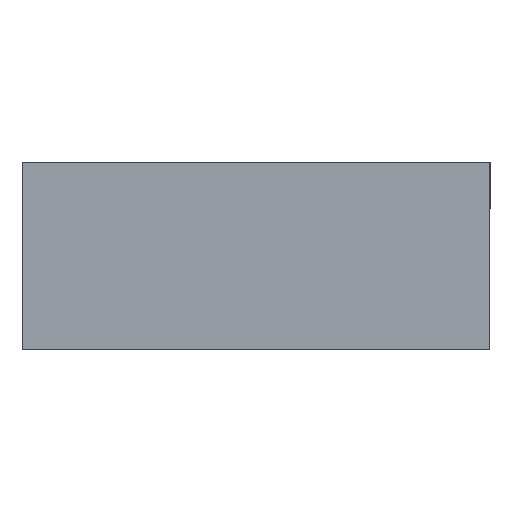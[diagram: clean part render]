
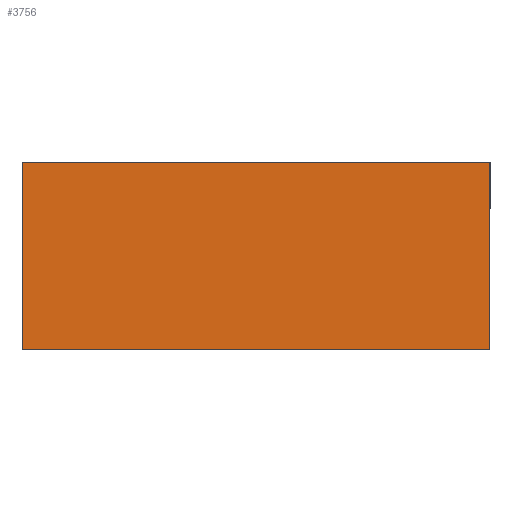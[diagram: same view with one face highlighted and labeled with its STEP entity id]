
A CAD part, left-side view. The second image highlights one B-rep face of the part: STEP entity #3756.
In plain terms, the highlighted face is planar.
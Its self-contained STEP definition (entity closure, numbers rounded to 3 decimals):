
#3717=CARTESIAN_POINT('Axis2P3D Location',(0.,0.,0.)) ;
#3722=CARTESIAN_POINT('Line Origine',(0.,0.,0.)) ;
#3726=CARTESIAN_POINT('Vertex',(0.,0.,-20.)) ;
#3728=CARTESIAN_POINT('Vertex',(0.,0.,20.)) ;
#3731=CARTESIAN_POINT('Line Origine',(50.,0.,-20.)) ;
#3735=CARTESIAN_POINT('Vertex',(100.,0.,-20.)) ;
#3738=CARTESIAN_POINT('Line Origine',(100.,0.,0.)) ;
#3742=CARTESIAN_POINT('Vertex',(100.,0.,20.)) ;
#3745=CARTESIAN_POINT('Line Origine',(50.,0.,20.)) ;
#3724=VECTOR('Line Direction',#3723,1.) ;
#3733=VECTOR('Line Direction',#3732,1.) ;
#3740=VECTOR('Line Direction',#3739,1.) ;
#3747=VECTOR('Line Direction',#3746,1.) ;
#3718=DIRECTION('Axis2P3D Direction',(0.,-1.,0.)) ;
#3719=DIRECTION('Axis2P3D XDirection',(1.,0.,0.)) ;
#3723=DIRECTION('Vector Direction',(0.,0.,1.)) ;
#3732=DIRECTION('Vector Direction',(1.,0.,0.)) ;
#3739=DIRECTION('Vector Direction',(0.,0.,1.)) ;
#3746=DIRECTION('Vector Direction',(1.,0.,0.)) ;
#3720=AXIS2_PLACEMENT_3D('Plane Axis2P3D',#3717,#3718,#3719) ;
#3725=LINE('Line',#3722,#3724) ;
#3734=LINE('Line',#3731,#3733) ;
#3741=LINE('Line',#3738,#3740) ;
#3748=LINE('Line',#3745,#3747) ;
#3721=PLANE('',#3720) ;
#3730=EDGE_CURVE('',#3727,#3729,#3725,.T.) ;
#3737=EDGE_CURVE('',#3727,#3736,#3734,.T.) ;
#3744=EDGE_CURVE('',#3736,#3743,#3741,.T.) ;
#3749=EDGE_CURVE('',#3729,#3743,#3748,.T.) ;
#3750=EDGE_LOOP('',(#3751,#3752,#3753,#3754)) ;
#3751=ORIENTED_EDGE('',*,*,#3730,.F.) ;
#3752=ORIENTED_EDGE('',*,*,#3737,.T.) ;
#3753=ORIENTED_EDGE('',*,*,#3744,.T.) ;
#3754=ORIENTED_EDGE('',*,*,#3749,.F.) ;
#3727=VERTEX_POINT('',#3726) ;
#3729=VERTEX_POINT('',#3728) ;
#3736=VERTEX_POINT('',#3735) ;
#3743=VERTEX_POINT('',#3742) ;
#3756=ADVANCED_FACE('\X2\96F64EF651E04F554F53\X0\',(#3755),#3721,.T.) ;
#3755=FACE_OUTER_BOUND('',#3750,.T.) ;
